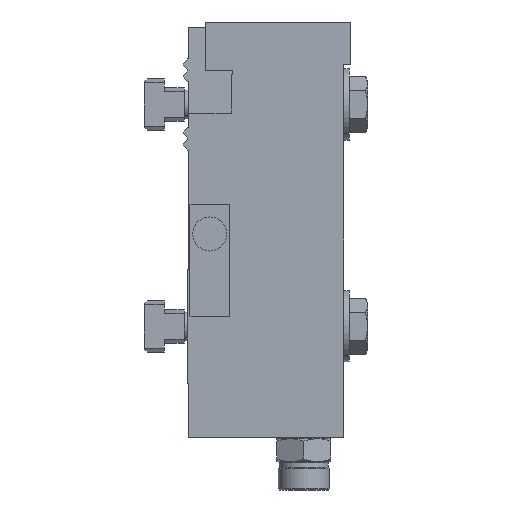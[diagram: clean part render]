
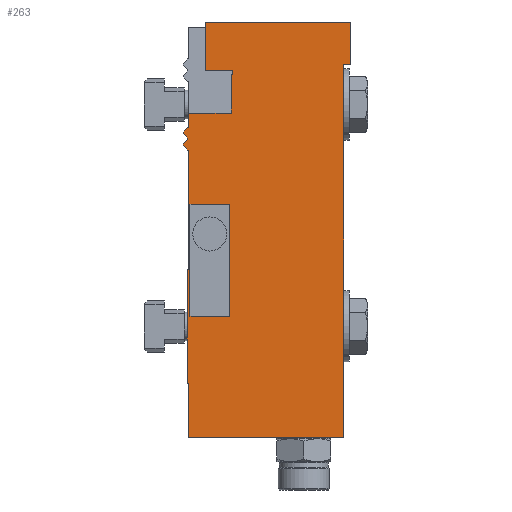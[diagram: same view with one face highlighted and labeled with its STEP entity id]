
A CAD part, left-side view. The second image highlights one B-rep face of the part: STEP entity #263.
In plain terms, the highlighted planar face has unit normal (-1, 0, 0).
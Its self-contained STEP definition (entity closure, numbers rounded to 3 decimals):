
#143=FACE_BOUND('',#683,.T.);
#144=FACE_BOUND('',#684,.T.);
#198=CIRCLE('',#2888,0.3);
#263=ADVANCED_FACE('',(#143,#144),#408,.F.);
#408=PLANE('',#2889);
#683=EDGE_LOOP('',(#1001,#1002,#1003,#1004,#1005,#1006,#1007,#1008,#1009,
#1010,#1011,#1012,#1013,#1014,#1015,#1016,#1017,#1018,#1019,#1020,#1021,
#1022,#1023,#1024,#1025,#1026));
#684=EDGE_LOOP('',(#1027,#1028,#1029,#1030));
#1001=ORIENTED_EDGE('',*,*,#1969,.F.);
#1002=ORIENTED_EDGE('',*,*,#1970,.F.);
#1003=ORIENTED_EDGE('',*,*,#1869,.F.);
#1004=ORIENTED_EDGE('',*,*,#1971,.F.);
#1005=ORIENTED_EDGE('',*,*,#1972,.T.);
#1006=ORIENTED_EDGE('',*,*,#1973,.F.);
#1007=ORIENTED_EDGE('',*,*,#1974,.F.);
#1008=ORIENTED_EDGE('',*,*,#1975,.F.);
#1009=ORIENTED_EDGE('',*,*,#1976,.F.);
#1010=ORIENTED_EDGE('',*,*,#1977,.F.);
#1011=ORIENTED_EDGE('',*,*,#1978,.F.);
#1012=ORIENTED_EDGE('',*,*,#1979,.F.);
#1013=ORIENTED_EDGE('',*,*,#1980,.F.);
#1014=ORIENTED_EDGE('',*,*,#1981,.F.);
#1015=ORIENTED_EDGE('',*,*,#1982,.F.);
#1016=ORIENTED_EDGE('',*,*,#1983,.F.);
#1017=ORIENTED_EDGE('',*,*,#1984,.T.);
#1018=ORIENTED_EDGE('',*,*,#1985,.T.);
#1019=ORIENTED_EDGE('',*,*,#1986,.T.);
#1020=ORIENTED_EDGE('',*,*,#1987,.F.);
#1021=ORIENTED_EDGE('',*,*,#1875,.F.);
#1022=ORIENTED_EDGE('',*,*,#1988,.F.);
#1023=ORIENTED_EDGE('',*,*,#1989,.F.);
#1024=ORIENTED_EDGE('',*,*,#1990,.F.);
#1025=ORIENTED_EDGE('',*,*,#1991,.F.);
#1026=ORIENTED_EDGE('',*,*,#1992,.F.);
#1027=ORIENTED_EDGE('',*,*,#1993,.F.);
#1028=ORIENTED_EDGE('',*,*,#1994,.F.);
#1029=ORIENTED_EDGE('',*,*,#1995,.F.);
#1030=ORIENTED_EDGE('',*,*,#1996,.F.);
#1611=VERTEX_POINT('',#3772);
#1612=VERTEX_POINT('',#3774);
#1615=VERTEX_POINT('',#3781);
#1617=VERTEX_POINT('',#3785);
#1684=VERTEX_POINT('',#4052);
#1685=VERTEX_POINT('',#4053);
#1686=VERTEX_POINT('',#4056);
#1687=VERTEX_POINT('',#4058);
#1688=VERTEX_POINT('',#4060);
#1689=VERTEX_POINT('',#4062);
#1690=VERTEX_POINT('',#4064);
#1691=VERTEX_POINT('',#4066);
#1692=VERTEX_POINT('',#4068);
#1693=VERTEX_POINT('',#4070);
#1694=VERTEX_POINT('',#4072);
#1695=VERTEX_POINT('',#4074);
#1696=VERTEX_POINT('',#4076);
#1697=VERTEX_POINT('',#4078);
#1698=VERTEX_POINT('',#4080);
#1699=VERTEX_POINT('',#4082);
#1700=VERTEX_POINT('',#4084);
#1701=VERTEX_POINT('',#4086);
#1702=VERTEX_POINT('',#4089);
#1703=VERTEX_POINT('',#4091);
#1704=VERTEX_POINT('',#4093);
#1705=VERTEX_POINT('',#4095);
#1706=VERTEX_POINT('',#4098);
#1707=VERTEX_POINT('',#4099);
#1708=VERTEX_POINT('',#4101);
#1709=VERTEX_POINT('',#4103);
#1869=EDGE_CURVE('',#1611,#1612,#2258,.T.);
#1875=EDGE_CURVE('',#1617,#1615,#2263,.T.);
#1969=EDGE_CURVE('',#1684,#1685,#2316,.T.);
#1970=EDGE_CURVE('',#1612,#1684,#2317,.T.);
#1971=EDGE_CURVE('',#1686,#1611,#2318,.T.);
#1972=EDGE_CURVE('',#1686,#1687,#2319,.T.);
#1973=EDGE_CURVE('',#1688,#1687,#2320,.T.);
#1974=EDGE_CURVE('',#1689,#1688,#2321,.T.);
#1975=EDGE_CURVE('',#1690,#1689,#2322,.T.);
#1976=EDGE_CURVE('',#1691,#1690,#2323,.T.);
#1977=EDGE_CURVE('',#1692,#1691,#2324,.T.);
#1978=EDGE_CURVE('',#1693,#1692,#198,.T.);
#1979=EDGE_CURVE('',#1694,#1693,#2325,.T.);
#1980=EDGE_CURVE('',#1695,#1694,#2326,.T.);
#1981=EDGE_CURVE('',#1696,#1695,#2327,.T.);
#1982=EDGE_CURVE('',#1697,#1696,#2328,.T.);
#1983=EDGE_CURVE('',#1698,#1697,#2329,.T.);
#1984=EDGE_CURVE('',#1698,#1699,#2330,.T.);
#1985=EDGE_CURVE('',#1699,#1700,#2331,.T.);
#1986=EDGE_CURVE('',#1700,#1701,#2332,.T.);
#1987=EDGE_CURVE('',#1615,#1701,#2333,.T.);
#1988=EDGE_CURVE('',#1702,#1617,#2334,.T.);
#1989=EDGE_CURVE('',#1703,#1702,#2335,.T.);
#1990=EDGE_CURVE('',#1704,#1703,#2336,.T.);
#1991=EDGE_CURVE('',#1705,#1704,#2337,.T.);
#1992=EDGE_CURVE('',#1685,#1705,#2338,.T.);
#1993=EDGE_CURVE('',#1706,#1707,#2339,.T.);
#1994=EDGE_CURVE('',#1708,#1706,#2340,.T.);
#1995=EDGE_CURVE('',#1709,#1708,#2341,.T.);
#1996=EDGE_CURVE('',#1707,#1709,#2342,.T.);
#2258=LINE('',#3773,#2550);
#2263=LINE('',#3786,#2555);
#2316=LINE('',#4051,#2608);
#2317=LINE('',#4054,#2609);
#2318=LINE('',#4055,#2610);
#2319=LINE('',#4057,#2611);
#2320=LINE('',#4059,#2612);
#2321=LINE('',#4061,#2613);
#2322=LINE('',#4063,#2614);
#2323=LINE('',#4065,#2615);
#2324=LINE('',#4067,#2616);
#2325=LINE('',#4071,#2617);
#2326=LINE('',#4073,#2618);
#2327=LINE('',#4075,#2619);
#2328=LINE('',#4077,#2620);
#2329=LINE('',#4079,#2621);
#2330=LINE('',#4081,#2622);
#2331=LINE('',#4083,#2623);
#2332=LINE('',#4085,#2624);
#2333=LINE('',#4087,#2625);
#2334=LINE('',#4088,#2626);
#2335=LINE('',#4090,#2627);
#2336=LINE('',#4092,#2628);
#2337=LINE('',#4094,#2629);
#2338=LINE('',#4096,#2630);
#2339=LINE('',#4097,#2631);
#2340=LINE('',#4100,#2632);
#2341=LINE('',#4102,#2633);
#2342=LINE('',#4104,#2634);
#2550=VECTOR('',#3057,1.);
#2555=VECTOR('',#3066,1.);
#2608=VECTOR('',#3219,1.);
#2609=VECTOR('',#3220,1.);
#2610=VECTOR('',#3221,1.);
#2611=VECTOR('',#3222,1.);
#2612=VECTOR('',#3223,1.);
#2613=VECTOR('',#3224,1.);
#2614=VECTOR('',#3225,1.);
#2615=VECTOR('',#3226,1.);
#2616=VECTOR('',#3227,1.);
#2617=VECTOR('',#3230,1.);
#2618=VECTOR('',#3231,1.);
#2619=VECTOR('',#3232,1.);
#2620=VECTOR('',#3233,1.);
#2621=VECTOR('',#3234,1.);
#2622=VECTOR('',#3235,1.);
#2623=VECTOR('',#3236,1.);
#2624=VECTOR('',#3237,1.);
#2625=VECTOR('',#3238,1.);
#2626=VECTOR('',#3239,1.);
#2627=VECTOR('',#3240,1.);
#2628=VECTOR('',#3241,1.);
#2629=VECTOR('',#3242,1.);
#2630=VECTOR('',#3243,1.);
#2631=VECTOR('',#3244,1.);
#2632=VECTOR('',#3245,1.);
#2633=VECTOR('',#3246,1.);
#2634=VECTOR('',#3247,1.);
#2888=AXIS2_PLACEMENT_3D('',#4069,#3228,#3229);
#2889=AXIS2_PLACEMENT_3D('',#4105,#3248,#3249);
#3057=DIRECTION('',(0.,-1.,0.));
#3066=DIRECTION('',(0.,1.,0.));
#3219=DIRECTION('',(0.,1.,0.));
#3220=DIRECTION('',(0.,0.,1.));
#3221=DIRECTION('',(0.,0.,1.));
#3222=DIRECTION('',(0.,1.,0.));
#3223=DIRECTION('',(0.,0.,1.));
#3224=DIRECTION('',(0.,-1.,0.));
#3225=DIRECTION('',(0.,-0.707,0.707));
#3226=DIRECTION('',(0.,0.,1.));
#3227=DIRECTION('',(0.,0.707,0.707));
#3228=DIRECTION('',(-1.,0.,0.));
#3229=DIRECTION('',(0.,0.,1.));
#3230=DIRECTION('',(0.,-0.707,0.707));
#3231=DIRECTION('',(0.,0.,1.));
#3232=DIRECTION('',(0.,0.707,0.707));
#3233=DIRECTION('',(0.,1.,0.));
#3234=DIRECTION('',(0.,0.,1.));
#3235=DIRECTION('',(0.,1.,0.));
#3236=DIRECTION('',(0.,0.,-1.));
#3237=DIRECTION('',(0.,-1.,0.));
#3238=DIRECTION('',(0.,0.,1.));
#3239=DIRECTION('',(0.,0.,-1.));
#3240=DIRECTION('',(0.,1.,0.));
#3241=DIRECTION('',(0.,0.,-1.));
#3242=DIRECTION('',(0.,-1.,0.));
#3243=DIRECTION('',(0.,0.,1.));
#3244=DIRECTION('',(0.,0.,1.));
#3245=DIRECTION('',(0.,-1.,0.));
#3246=DIRECTION('',(0.,0.,-1.));
#3247=DIRECTION('',(0.,1.,0.));
#3248=DIRECTION('',(1.,0.,0.));
#3249=DIRECTION('',(0.,-1.,0.));
#3772=CARTESIAN_POINT('',(-20.5,-15.5,10.5));
#3773=CARTESIAN_POINT('',(-20.5,-57.5,10.5));
#3774=CARTESIAN_POINT('',(-20.5,-16.,10.5));
#3781=CARTESIAN_POINT('',(-20.5,-0.5,-117.));
#3785=CARTESIAN_POINT('',(-20.5,-55.,-117.));
#3786=CARTESIAN_POINT('',(-20.5,-55.,-117.));
#4051=CARTESIAN_POINT('',(-20.5,-15.5,12.));
#4052=CARTESIAN_POINT('',(-20.5,-16.,12.));
#4053=CARTESIAN_POINT('',(-20.5,-6.5,12.));
#4054=CARTESIAN_POINT('',(-20.5,-16.,9.));
#4055=CARTESIAN_POINT('',(-20.5,-15.5,-117.));
#4056=CARTESIAN_POINT('',(-20.5,-15.5,-3.));
#4057=CARTESIAN_POINT('',(-20.5,-15.5,-3.));
#4058=CARTESIAN_POINT('',(-20.5,-0.5,-3.));
#4059=CARTESIAN_POINT('',(-20.5,-0.5,-117.));
#4060=CARTESIAN_POINT('',(-20.5,-0.5,-8.));
#4061=CARTESIAN_POINT('',(-20.5,-0.293,-8.));
#4062=CARTESIAN_POINT('',(-20.5,-0.293,-8.));
#4063=CARTESIAN_POINT('',(-20.5,1.4,-9.693));
#4064=CARTESIAN_POINT('',(-20.5,1.4,-9.693));
#4065=CARTESIAN_POINT('',(-20.5,1.4,-10.307));
#4066=CARTESIAN_POINT('',(-20.5,1.4,-10.307));
#4067=CARTESIAN_POINT('',(-20.5,-0.081,-11.788));
#4068=CARTESIAN_POINT('',(-20.5,-0.081,-11.788));
#4069=CARTESIAN_POINT('',(-20.5,0.132,-12.));
#4070=CARTESIAN_POINT('',(-20.5,-0.081,-12.212));
#4071=CARTESIAN_POINT('',(-20.5,1.4,-13.692));
#4072=CARTESIAN_POINT('',(-20.5,1.4,-13.692));
#4073=CARTESIAN_POINT('',(-20.5,1.4,-14.307));
#4074=CARTESIAN_POINT('',(-20.5,1.4,-14.307));
#4075=CARTESIAN_POINT('',(-20.5,-0.293,-16.));
#4076=CARTESIAN_POINT('',(-20.5,-0.293,-16.));
#4077=CARTESIAN_POINT('',(-20.5,-0.5,-16.));
#4078=CARTESIAN_POINT('',(-20.5,-0.5,-16.));
#4079=CARTESIAN_POINT('',(-20.5,-0.5,-117.));
#4080=CARTESIAN_POINT('',(-20.5,-0.5,-58.));
#4081=CARTESIAN_POINT('',(-20.5,-0.5,-58.));
#4082=CARTESIAN_POINT('',(-20.5,0.,-58.));
#4083=CARTESIAN_POINT('',(-20.5,0.,-58.));
#4084=CARTESIAN_POINT('',(-20.5,0.,-98.));
#4085=CARTESIAN_POINT('',(-20.5,0.,-98.));
#4086=CARTESIAN_POINT('',(-20.5,-0.5,-98.));
#4087=CARTESIAN_POINT('',(-20.5,-0.5,-117.));
#4088=CARTESIAN_POINT('',(-20.5,-55.,14.));
#4089=CARTESIAN_POINT('',(-20.5,-55.,14.));
#4090=CARTESIAN_POINT('',(-20.5,-57.5,14.));
#4091=CARTESIAN_POINT('',(-20.5,-57.5,14.));
#4092=CARTESIAN_POINT('',(-20.5,-57.5,29.));
#4093=CARTESIAN_POINT('',(-20.5,-57.5,29.));
#4094=CARTESIAN_POINT('',(-20.5,-6.5,29.));
#4095=CARTESIAN_POINT('',(-20.5,-6.5,29.));
#4096=CARTESIAN_POINT('',(-20.5,-6.5,12.));
#4097=CARTESIAN_POINT('',(-20.5,-15.,-74.5));
#4098=CARTESIAN_POINT('',(-20.5,-15.,-74.5));
#4099=CARTESIAN_POINT('',(-20.5,-15.,-35.));
#4100=CARTESIAN_POINT('',(-20.5,-1.,-74.5));
#4101=CARTESIAN_POINT('',(-20.5,-1.,-74.5));
#4102=CARTESIAN_POINT('',(-20.5,-1.,-35.));
#4103=CARTESIAN_POINT('',(-20.5,-1.,-35.));
#4104=CARTESIAN_POINT('',(-20.5,-15.,-35.));
#4105=CARTESIAN_POINT('',(-20.5,-57.5,29.));
